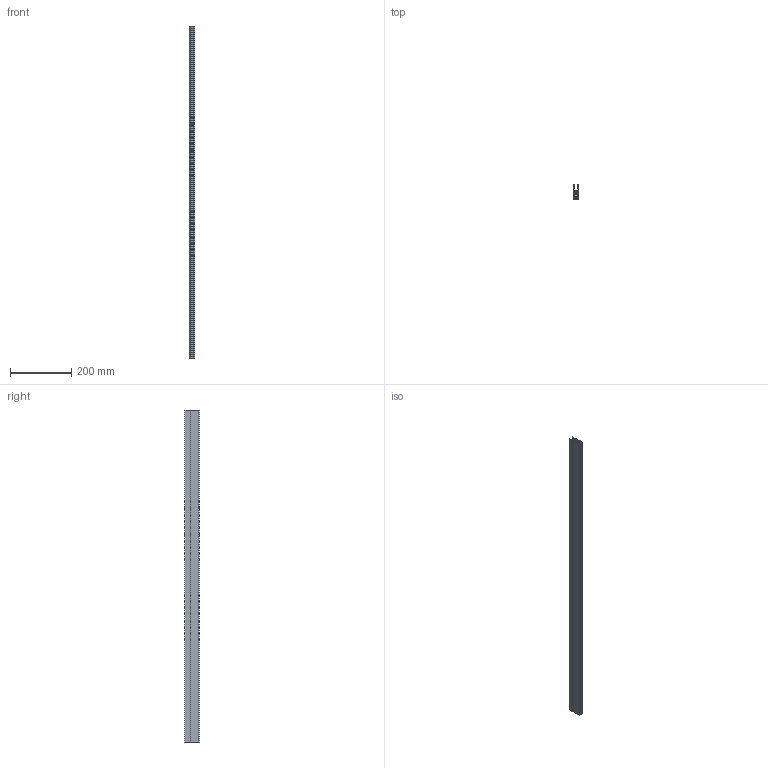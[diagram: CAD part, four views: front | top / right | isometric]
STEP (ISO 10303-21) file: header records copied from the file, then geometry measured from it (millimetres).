
FILE_DESCRIPTION (( 'STEP AP203' ), '1' );
FILE_NAME ('KG F12s 1084.STEP', '2025-03-07T15:42:24', ( '' ), ( '' ), 'SwSTEP 2.0', 'SolidWorks 2023', '' );
FILE_SCHEMA (( 'CONFIG_CONTROL_DESIGN' ));
Length unit declared in the file: millimetre
Products named in the file (5): Aussengehäuse_13; KG F12s 1084; Innengeometrie_13; Schutzprofil KG_F12_1084; Betätigungsteil_1
Assembly tree (4 placements, depth 2):
  KG F12s 1084
    Betätigungsteil_1
    Aussengehäuse_13
    Innengeometrie_13
    Schutzprofil KG_F12_1084
Bounding box: 16.5 x 46 x 1084 mm (x, y, z)
Volume: 350416.2 mm3; surface area: 527349.4 mm2
Topology: 19 solids, 19 shells, 686 faces, 1938 edges, 1292 vertices
Faces by surface type: plane 323, bspline 311, cylinder 52
Entity records: 37847 total; most frequent: CARTESIAN_POINT 21506, ORIENTED_EDGE 3876, DIRECTION 2167, EDGE_CURVE 1938, VERTEX_POINT 1292, VECTOR 1209, LINE 1209, EDGE_LOOP 768
